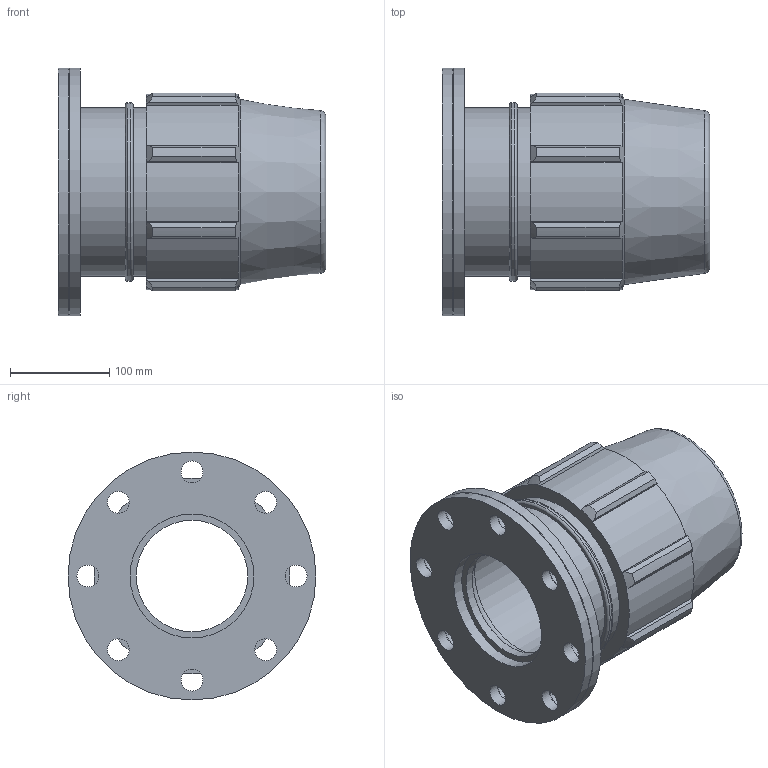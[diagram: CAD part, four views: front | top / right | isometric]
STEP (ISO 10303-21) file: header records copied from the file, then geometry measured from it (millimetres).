
FILE_DESCRIPTION(/* description */ ('PLASSON COMPRESSION FLANGE ADAPTOR 125-5"'),/* implementation_level */ '2;1');
FILE_NAME(/* name */ '072200125050_182200125050_0722061250500A.ipt.stp',/* time_stamp */ '2017-06-06T17:16:30+03:00',/* author */ ('KIM'),/* organization */ (''),/* preprocessor_version */ 'ST-DEVELOPER v15.6',/* originating_system */ 'Autodesk Inventor 2015',/* authorisation */ '');
FILE_SCHEMA (('AUTOMOTIVE_DESIGN { 1 0 10303 214 3 1 1 }'));
Length unit declared in the file: millimetre
Products named in the file (1): 072200125050_182200125050_0722061250500A
Bounding box: 270 x 250 x 250 mm (x, y, z)
Volume: 4221951.6 mm3; surface area: 384351.9 mm2
Topology: 1 solids, 1 shells, 116 faces, 304 edges, 197 vertices
Faces by surface type: cylinder 41, plane 41, cone 30, torus 4
Full cylindrical faces by diameter (mm): 22 x16, 112.5 x1, 125 x2, 169.6 x2, 180.2 x1, 182.7 x1, 250 x2
Entity records: 3306 total; most frequent: CARTESIAN_POINT 595, DIRECTION 544, ORIENTED_EDGE 470, EDGE_CURVE 235, AXIS2_PLACEMENT_3D 224, EDGE_LOOP 192, VERTEX_POINT 179, STYLED_ITEM 117
